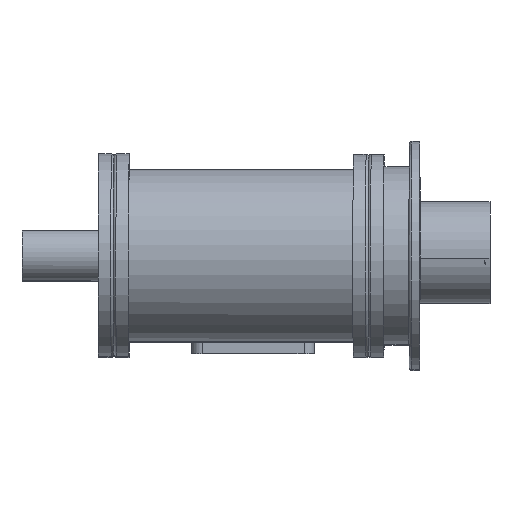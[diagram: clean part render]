
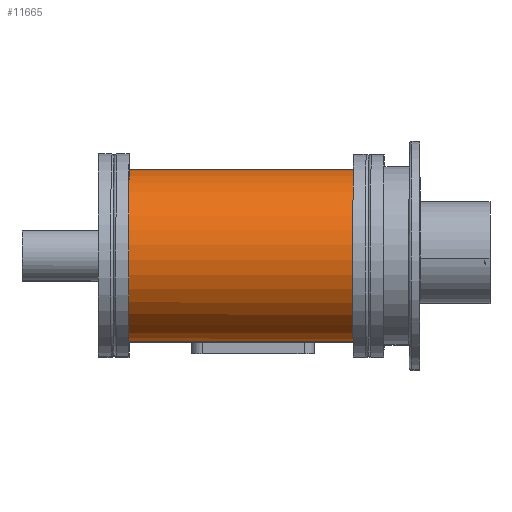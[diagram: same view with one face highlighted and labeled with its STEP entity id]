
A CAD part, left-side view. The second image highlights one B-rep face of the part: STEP entity #11665.
In plain terms, the highlighted cylindrical face has radius 17 mm (diameter 34 mm), a partial arc.
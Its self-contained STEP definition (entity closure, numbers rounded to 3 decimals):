
#1169 = EDGE_LOOP ( 'NONE', ( #2835, #20152, #22346, #9218 ) ) ;
#1299 = LINE ( 'NONE', #9242, #17709 ) ;
#1713 = VERTEX_POINT ( 'NONE', #6935 ) ;
#2835 = ORIENTED_EDGE ( 'NONE', *, *, #9214, .F. ) ;
#2961 = VERTEX_POINT ( 'NONE', #3013 ) ;
#3013 = CARTESIAN_POINT ( 'NONE',  ( 0., -3., 17. ) ) ;
#3876 = FACE_OUTER_BOUND ( 'NONE', #1169, .T. ) ;
#5279 = VERTEX_POINT ( 'NONE', #12417 ) ;
#5967 = DIRECTION ( 'NONE',  ( 0., 1., 0. ) ) ;
#5978 = EDGE_CURVE ( 'NONE', #1713, #2961, #25568, .T. ) ;
#6044 = VECTOR ( 'NONE', #5967, 1000. ) ;
#6935 = CARTESIAN_POINT ( 'NONE',  ( 0., -47., 17. ) ) ;
#7901 = AXIS2_PLACEMENT_3D ( 'NONE', #10520, #10254, #14166 ) ;
#9214 = EDGE_CURVE ( 'NONE', #14612, #5279, #1299, .T. ) ;
#9218 = ORIENTED_EDGE ( 'NONE', *, *, #23170, .T. ) ;
#9242 = CARTESIAN_POINT ( 'NONE',  ( 0., -50., -17. ) ) ;
#9740 = CYLINDRICAL_SURFACE ( 'NONE', #12468, 17. ) ;
#10254 = DIRECTION ( 'NONE',  ( 0., -1., 0. ) ) ;
#10520 = CARTESIAN_POINT ( 'NONE',  ( 0., -47., 0. ) ) ;
#11665 = ADVANCED_FACE ( 'NONE', ( #3876 ), #9740, .T. ) ;
#12200 = DIRECTION ( 'NONE',  ( 0., 1., 0. ) ) ;
#12417 = CARTESIAN_POINT ( 'NONE',  ( 0., -3., -17. ) ) ;
#12468 = AXIS2_PLACEMENT_3D ( 'NONE', #23762, #12200, #19988 ) ;
#13245 = CARTESIAN_POINT ( 'NONE',  ( 0., -3., 0. ) ) ;
#14166 = DIRECTION ( 'NONE',  ( 0., 0., 1. ) ) ;
#14612 = VERTEX_POINT ( 'NONE', #21604 ) ;
#15123 = CIRCLE ( 'NONE', #15542, 17. ) ;
#15190 = DIRECTION ( 'NONE',  ( 0., 0., 1. ) ) ;
#15542 = AXIS2_PLACEMENT_3D ( 'NONE', #13245, #23228, #15190 ) ;
#17418 = DIRECTION ( 'NONE',  ( 0., 1., 0. ) ) ;
#17709 = VECTOR ( 'NONE', #17418, 1000. ) ;
#18849 = EDGE_CURVE ( 'NONE', #1713, #14612, #24913, .T. ) ;
#19988 = DIRECTION ( 'NONE',  ( 0., 0., 1. ) ) ;
#20152 = ORIENTED_EDGE ( 'NONE', *, *, #18849, .F. ) ;
#21604 = CARTESIAN_POINT ( 'NONE',  ( 0., -47., -17. ) ) ;
#22346 = ORIENTED_EDGE ( 'NONE', *, *, #5978, .T. ) ;
#23170 = EDGE_CURVE ( 'NONE', #2961, #5279, #15123, .T. ) ;
#23228 = DIRECTION ( 'NONE',  ( 0., -1., 0. ) ) ;
#23762 = CARTESIAN_POINT ( 'NONE',  ( 0., -50., 0. ) ) ;
#23883 = CARTESIAN_POINT ( 'NONE',  ( 0., -50., 17. ) ) ;
#24913 = CIRCLE ( 'NONE', #7901, 17. ) ;
#25568 = LINE ( 'NONE', #23883, #6044 ) ;
